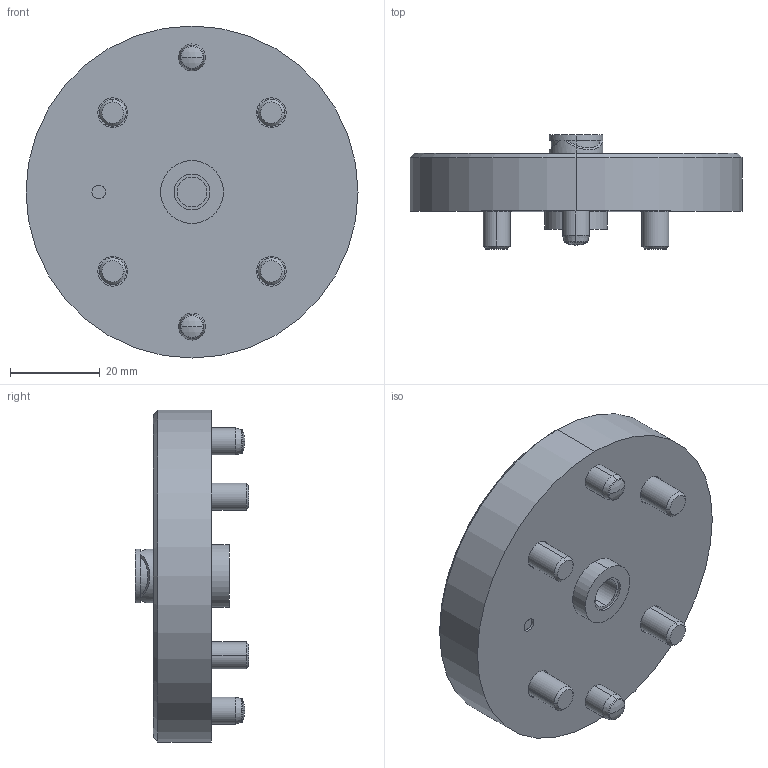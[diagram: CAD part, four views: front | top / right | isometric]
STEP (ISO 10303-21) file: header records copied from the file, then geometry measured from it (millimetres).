
FILE_DESCRIPTION (( 'STEP AP214' ), '1' );
FILE_NAME ('703 009_033-018 1-fach Kupplung m. MD u. Ausblasung speedyseitig.STEP', '2014-01-10T10:22:38', ( '' ), ( '' ), 'SwSTEP 2.0', 'SolidWorks 2013', '' );
FILE_SCHEMA (( 'AUTOMOTIVE_DESIGN' ));
Length unit declared in the file: millimetre
Products named in the file (1): 703 009_033-018 1-fach Kupplung m. MD u. Ausblasung speedyseitig
Bounding box: 74 x 25.4 x 74 mm (x, y, z)
Volume: 57110 mm3; surface area: 13277.2 mm2
Topology: 1 solids, 5 shells, 163 faces, 376 edges, 237 vertices
Faces by surface type: cylinder 65, plane 60, cone 24, torus 10, sphere 4
Entity records: 6190 total; most frequent: DIRECTION 864, CARTESIAN_POINT 794, ORIENTED_EDGE 732, EDGE_CURVE 366, AXIS2_PLACEMENT_3D 343, VERTEX_POINT 237, EDGE_LOOP 187, CIRCLE 179
